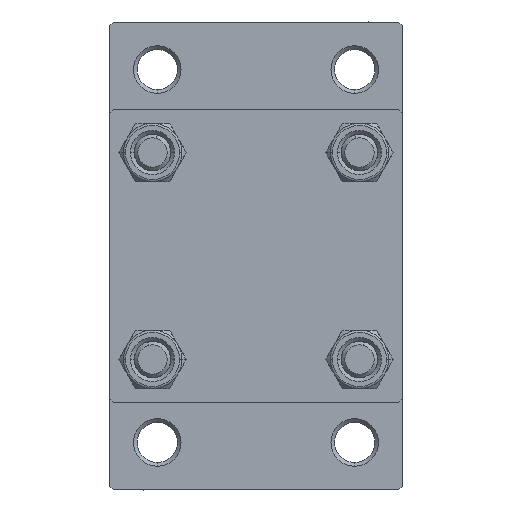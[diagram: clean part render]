
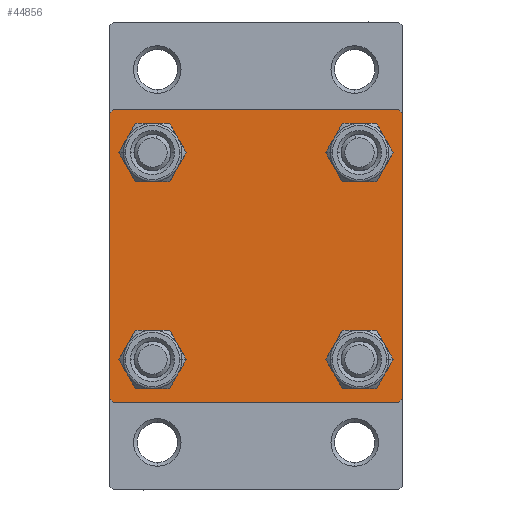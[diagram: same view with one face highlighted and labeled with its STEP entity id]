
A CAD part, left-side view. The second image highlights one B-rep face of the part: STEP entity #44856.
In plain terms, the highlighted planar face has unit normal (-1, 0, 0).
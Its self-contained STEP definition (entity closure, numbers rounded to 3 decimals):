
#159 = EDGE_CURVE ( 'NONE', #43122, #9030, #4196, .T. ) ;
#443 = FACE_OUTER_BOUND ( 'NONE', #27347, .T. ) ;
#683 = FACE_BOUND ( 'NONE', #16370, .T. ) ;
#875 = ORIENTED_EDGE ( 'NONE', *, *, #34182, .T. ) ;
#1028 = CARTESIAN_POINT ( 'NONE',  ( 0., 20., -20. ) ) ;
#1993 = EDGE_CURVE ( 'NONE', #14043, #28604, #6471, .T. ) ;
#3118 = CARTESIAN_POINT ( 'NONE',  ( 0., -14.15, -14.15 ) ) ;
#3265 = AXIS2_PLACEMENT_3D ( 'NONE', #40456, #11626, #36872 ) ;
#4135 = CARTESIAN_POINT ( 'NONE',  ( 0., 14.15, 11.15 ) ) ;
#4196 = LINE ( 'NONE', #33699, #38498 ) ;
#4253 = CARTESIAN_POINT ( 'NONE',  ( 0., -19.75, -19.75 ) ) ;
#4493 = FACE_BOUND ( 'NONE', #26986, .T. ) ;
#4538 = ORIENTED_EDGE ( 'NONE', *, *, #159, .T. ) ;
#4606 = LINE ( 'NONE', #1028, #34208 ) ;
#4660 = ORIENTED_EDGE ( 'NONE', *, *, #22143, .T. ) ;
#5770 = VERTEX_POINT ( 'NONE', #10598 ) ;
#6471 = CIRCLE ( 'NONE', #12543, 3. ) ;
#7302 = VECTOR ( 'NONE', #11380, 1000. ) ;
#7434 = CARTESIAN_POINT ( 'NONE',  ( 0., -20., 20. ) ) ;
#8326 = CARTESIAN_POINT ( 'NONE',  ( 0., 19.5, 20. ) ) ;
#8797 = DIRECTION ( 'NONE',  ( 0., 0., 1. ) ) ;
#8841 = DIRECTION ( 'NONE',  ( 1., 0., 0. ) ) ;
#9030 = VERTEX_POINT ( 'NONE', #27442 ) ;
#9548 = DIRECTION ( 'NONE',  ( 0., 0.707, 0.707 ) ) ;
#9702 = CARTESIAN_POINT ( 'NONE',  ( 0., 20., -19.5 ) ) ;
#9888 = CARTESIAN_POINT ( 'NONE',  ( 0., 20., 20. ) ) ;
#9990 = DIRECTION ( 'NONE',  ( 1., 0., 0. ) ) ;
#10017 = AXIS2_PLACEMENT_3D ( 'NONE', #25677, #18997, #22574 ) ;
#10114 = DIRECTION ( 'NONE',  ( 0., 0., 1. ) ) ;
#10223 = CIRCLE ( 'NONE', #20894, 3. ) ;
#10372 = EDGE_CURVE ( 'NONE', #34474, #45657, #31828, .T. ) ;
#10598 = CARTESIAN_POINT ( 'NONE',  ( 0., 14.15, 17.15 ) ) ;
#10782 = ORIENTED_EDGE ( 'NONE', *, *, #10372, .T. ) ;
#10863 = VERTEX_POINT ( 'NONE', #4135 ) ;
#11004 = LINE ( 'NONE', #18386, #25939 ) ;
#11230 = LINE ( 'NONE', #7434, #46832 ) ;
#11265 = ORIENTED_EDGE ( 'NONE', *, *, #20753, .T. ) ;
#11380 = DIRECTION ( 'NONE',  ( 0., -0.707, 0.707 ) ) ;
#11622 = CIRCLE ( 'NONE', #45088, 3. ) ;
#11626 = DIRECTION ( 'NONE',  ( 1., 0., 0. ) ) ;
#11802 = CARTESIAN_POINT ( 'NONE',  ( 0., 14.15, -17.15 ) ) ;
#12543 = AXIS2_PLACEMENT_3D ( 'NONE', #31091, #12999, #10114 ) ;
#12749 = ORIENTED_EDGE ( 'NONE', *, *, #37009, .T. ) ;
#12875 = EDGE_CURVE ( 'NONE', #42742, #31019, #13894, .T. ) ;
#12999 = DIRECTION ( 'NONE',  ( 1., 0., 0. ) ) ;
#13136 = CARTESIAN_POINT ( 'NONE',  ( 0., -14.15, 11.15 ) ) ;
#13466 = CARTESIAN_POINT ( 'NONE',  ( 0., -19.5, 20. ) ) ;
#13894 = CIRCLE ( 'NONE', #3265, 3. ) ;
#13915 = ORIENTED_EDGE ( 'NONE', *, *, #42553, .F. ) ;
#14043 = VERTEX_POINT ( 'NONE', #11802 ) ;
#14206 = ORIENTED_EDGE ( 'NONE', *, *, #16724, .T. ) ;
#14653 = ORIENTED_EDGE ( 'NONE', *, *, #20499, .F. ) ;
#14720 = FACE_BOUND ( 'NONE', #23906, .T. ) ;
#14796 = VERTEX_POINT ( 'NONE', #32649 ) ;
#14903 = EDGE_LOOP ( 'NONE', ( #44387, #18667 ) ) ;
#15037 = DIRECTION ( 'NONE',  ( 1., 0., 0. ) ) ;
#15097 = ORIENTED_EDGE ( 'NONE', *, *, #46464, .T. ) ;
#15534 = DIRECTION ( 'NONE',  ( 0., -1., 0. ) ) ;
#16294 = VERTEX_POINT ( 'NONE', #9702 ) ;
#16370 = EDGE_LOOP ( 'NONE', ( #11265, #43201 ) ) ;
#16724 = EDGE_CURVE ( 'NONE', #31019, #42742, #10223, .T. ) ;
#16805 = LINE ( 'NONE', #9888, #17997 ) ;
#16912 = CARTESIAN_POINT ( 'NONE',  ( 0., 14.15, -14.15 ) ) ;
#17394 = AXIS2_PLACEMENT_3D ( 'NONE', #40956, #40724, #8797 ) ;
#17660 = DIRECTION ( 'NONE',  ( 0., 0., -1. ) ) ;
#17858 = DIRECTION ( 'NONE',  ( 0., 0., 1. ) ) ;
#17997 = VECTOR ( 'NONE', #30860, 1000. ) ;
#18386 = CARTESIAN_POINT ( 'NONE',  ( 0., 20., 20. ) ) ;
#18667 = ORIENTED_EDGE ( 'NONE', *, *, #1993, .T. ) ;
#18896 = LINE ( 'NONE', #26277, #37911 ) ;
#18948 = VERTEX_POINT ( 'NONE', #34319 ) ;
#18997 = DIRECTION ( 'NONE',  ( -1., 0., 0. ) ) ;
#20269 = AXIS2_PLACEMENT_3D ( 'NONE', #26937, #8841, #45753 ) ;
#20499 = EDGE_CURVE ( 'NONE', #38594, #14796, #11230, .T. ) ;
#20732 = CARTESIAN_POINT ( 'NONE',  ( 0., -14.15, 17.15 ) ) ;
#20753 = EDGE_CURVE ( 'NONE', #5770, #10863, #38528, .T. ) ;
#20894 = AXIS2_PLACEMENT_3D ( 'NONE', #33836, #15037, #44809 ) ;
#21312 = CARTESIAN_POINT ( 'NONE',  ( 0., -14.15, -11.15 ) ) ;
#21391 = DIRECTION ( 'NONE',  ( 1., 0., 0. ) ) ;
#22079 = VECTOR ( 'NONE', #9548, 1000. ) ;
#22124 = VERTEX_POINT ( 'NONE', #13466 ) ;
#22143 = EDGE_CURVE ( 'NONE', #9030, #16294, #16805, .T. ) ;
#22335 = FACE_BOUND ( 'NONE', #14903, .T. ) ;
#22574 = DIRECTION ( 'NONE',  ( 0., 0., 1. ) ) ;
#23508 = EDGE_CURVE ( 'NONE', #31691, #14796, #40450, .T. ) ;
#23906 = EDGE_LOOP ( 'NONE', ( #14206, #45623 ) ) ;
#24529 = DIRECTION ( 'NONE',  ( 0., 0., 1. ) ) ;
#24973 = AXIS2_PLACEMENT_3D ( 'NONE', #16912, #9990, #24529 ) ;
#25677 = CARTESIAN_POINT ( 'NONE',  ( 0., 0., 0. ) ) ;
#25793 = ORIENTED_EDGE ( 'NONE', *, *, #28339, .T. ) ;
#25939 = VECTOR ( 'NONE', #33622, 1000. ) ;
#26277 = CARTESIAN_POINT ( 'NONE',  ( 0., 19.75, -19.75 ) ) ;
#26755 = CIRCLE ( 'NONE', #35114, 3. ) ;
#26937 = CARTESIAN_POINT ( 'NONE',  ( 0., 14.15, 14.15 ) ) ;
#26986 = EDGE_LOOP ( 'NONE', ( #10782, #15097 ) ) ;
#27347 = EDGE_LOOP ( 'NONE', ( #4660, #25793, #12749, #32684, #14653, #875, #13915, #4538 ) ) ;
#27442 = CARTESIAN_POINT ( 'NONE',  ( 0., 20., 19.5 ) ) ;
#28305 = CARTESIAN_POINT ( 'NONE',  ( 0., 14.15, 14.15 ) ) ;
#28339 = EDGE_CURVE ( 'NONE', #16294, #18948, #18896, .T. ) ;
#28604 = VERTEX_POINT ( 'NONE', #29145 ) ;
#29145 = CARTESIAN_POINT ( 'NONE',  ( 0., 14.15, -11.15 ) ) ;
#29187 = DIRECTION ( 'NONE',  ( 0., 0.707, -0.707 ) ) ;
#29423 = CARTESIAN_POINT ( 'NONE',  ( 0., -19.5, -20. ) ) ;
#30066 = EDGE_CURVE ( 'NONE', #28604, #14043, #35646, .T. ) ;
#30860 = DIRECTION ( 'NONE',  ( 0., 0., -1. ) ) ;
#31019 = VERTEX_POINT ( 'NONE', #20732 ) ;
#31091 = CARTESIAN_POINT ( 'NONE',  ( 0., 14.15, -14.15 ) ) ;
#31221 = CARTESIAN_POINT ( 'NONE',  ( 0., -19.75, 19.75 ) ) ;
#31691 = VERTEX_POINT ( 'NONE', #29423 ) ;
#31828 = CIRCLE ( 'NONE', #17394, 3. ) ;
#32649 = CARTESIAN_POINT ( 'NONE',  ( 0., -20., -19.5 ) ) ;
#32684 = ORIENTED_EDGE ( 'NONE', *, *, #23508, .T. ) ;
#33622 = DIRECTION ( 'NONE',  ( 0., -1., 0. ) ) ;
#33699 = CARTESIAN_POINT ( 'NONE',  ( 0., 19.75, 19.75 ) ) ;
#33836 = CARTESIAN_POINT ( 'NONE',  ( 0., -14.15, 14.15 ) ) ;
#34182 = EDGE_CURVE ( 'NONE', #38594, #22124, #36372, .T. ) ;
#34208 = VECTOR ( 'NONE', #15534, 1000. ) ;
#34319 = CARTESIAN_POINT ( 'NONE',  ( 0., 19.5, -20. ) ) ;
#34474 = VERTEX_POINT ( 'NONE', #21312 ) ;
#34701 = CARTESIAN_POINT ( 'NONE',  ( 0., -20., 19.5 ) ) ;
#35114 = AXIS2_PLACEMENT_3D ( 'NONE', #28305, #21391, #42613 ) ;
#35646 = CIRCLE ( 'NONE', #24973, 3. ) ;
#35968 = DIRECTION ( 'NONE',  ( 1., 0., 0. ) ) ;
#36372 = LINE ( 'NONE', #31221, #22079 ) ;
#36872 = DIRECTION ( 'NONE',  ( 0., 0., 1. ) ) ;
#37009 = EDGE_CURVE ( 'NONE', #18948, #31691, #4606, .T. ) ;
#37849 = CARTESIAN_POINT ( 'NONE',  ( 0., -14.15, -17.15 ) ) ;
#37911 = VECTOR ( 'NONE', #44850, 1000. ) ;
#38498 = VECTOR ( 'NONE', #29187, 1000. ) ;
#38528 = CIRCLE ( 'NONE', #20269, 3. ) ;
#38594 = VERTEX_POINT ( 'NONE', #34701 ) ;
#40450 = LINE ( 'NONE', #4253, #7302 ) ;
#40456 = CARTESIAN_POINT ( 'NONE',  ( 0., -14.15, 14.15 ) ) ;
#40724 = DIRECTION ( 'NONE',  ( 1., 0., 0. ) ) ;
#40956 = CARTESIAN_POINT ( 'NONE',  ( 0., -14.15, -14.15 ) ) ;
#42553 = EDGE_CURVE ( 'NONE', #43122, #22124, #11004, .T. ) ;
#42613 = DIRECTION ( 'NONE',  ( 0., 0., 1. ) ) ;
#42742 = VERTEX_POINT ( 'NONE', #13136 ) ;
#43122 = VERTEX_POINT ( 'NONE', #8326 ) ;
#43201 = ORIENTED_EDGE ( 'NONE', *, *, #44745, .T. ) ;
#44019 = PLANE ( 'NONE',  #10017 ) ;
#44387 = ORIENTED_EDGE ( 'NONE', *, *, #30066, .T. ) ;
#44745 = EDGE_CURVE ( 'NONE', #10863, #5770, #26755, .T. ) ;
#44809 = DIRECTION ( 'NONE',  ( 0., 0., 1. ) ) ;
#44850 = DIRECTION ( 'NONE',  ( 0., -0.707, -0.707 ) ) ;
#44856 = ADVANCED_FACE ( 'NONE', ( #14720, #4493, #22335, #683, #443 ), #44019, .T. ) ;
#45088 = AXIS2_PLACEMENT_3D ( 'NONE', #3118, #35968, #17858 ) ;
#45623 = ORIENTED_EDGE ( 'NONE', *, *, #12875, .T. ) ;
#45657 = VERTEX_POINT ( 'NONE', #37849 ) ;
#45753 = DIRECTION ( 'NONE',  ( 0., 0., 1. ) ) ;
#46464 = EDGE_CURVE ( 'NONE', #45657, #34474, #11622, .T. ) ;
#46832 = VECTOR ( 'NONE', #17660, 1000. ) ;
